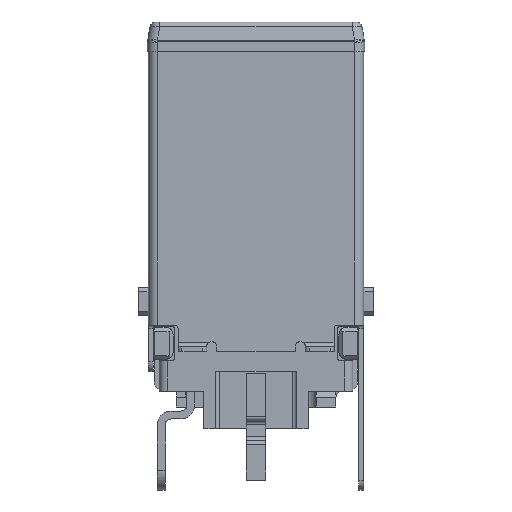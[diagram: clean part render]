
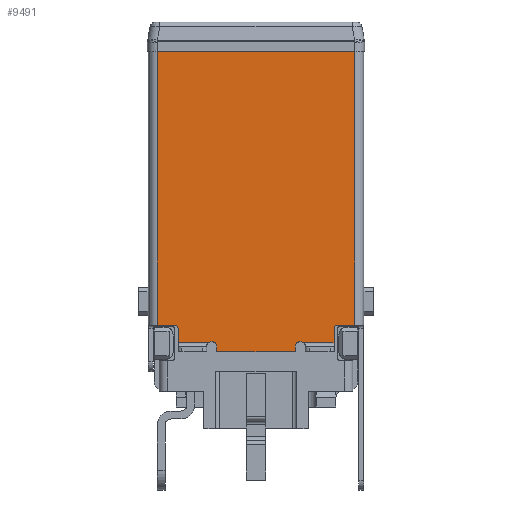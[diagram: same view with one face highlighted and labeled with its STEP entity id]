
A CAD part, front view. The second image highlights one B-rep face of the part: STEP entity #9491.
In plain terms, the highlighted planar face has unit normal (0, -1, 0).
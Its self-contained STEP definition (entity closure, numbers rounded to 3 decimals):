
#180=DIRECTION('',(1.,0.,0.));
#181=VECTOR('',#180,10.);
#182=CARTESIAN_POINT('',(-5.,-2.275,-1.5));
#183=LINE('',#182,#181);
#3315=DIRECTION('',(0.,0.,-1.));
#3316=VECTOR('',#3315,13.85);
#3317=CARTESIAN_POINT('',(-5.,-2.275,-1.5));
#3318=LINE('',#3317,#3316);
#3319=DIRECTION('',(0.,0.,1.));
#3320=VECTOR('',#3319,13.85);
#3321=CARTESIAN_POINT('',(5.,-2.275,-15.35));
#3322=LINE('',#3321,#3320);
#3323=DIRECTION('',(-1.,0.,0.));
#3324=VECTOR('',#3323,0.9);
#3325=CARTESIAN_POINT('',(5.,-2.275,-15.35));
#3326=LINE('',#3325,#3324);
#3327=CARTESIAN_POINT('',(4.1,-2.275,-15.5));
#3328=DIRECTION('',(0.,1.,0.));
#3329=DIRECTION('',(-1.,0.,0.));
#3330=AXIS2_PLACEMENT_3D('',#3327,#3328,#3329);
#3332=DIRECTION('',(0.,0.,1.));
#3333=VECTOR('',#3332,0.75);
#3334=CARTESIAN_POINT('',(3.95,-2.275,-16.25));
#3335=LINE('',#3334,#3333);
#3336=DIRECTION('',(-1.,0.,0.));
#3337=VECTOR('',#3336,1.518);
#3338=CARTESIAN_POINT('',(3.95,-2.275,-16.25));
#3339=LINE('',#3338,#3337);
#3340=CARTESIAN_POINT('',(2.3,-2.275,-16.4));
#3341=DIRECTION('',(0.,1.,0.));
#3342=DIRECTION('',(0.,0.,1.));
#3343=AXIS2_PLACEMENT_3D('',#3340,#3341,#3342);
#3345=DIRECTION('',(1.,0.,0.));
#3346=VECTOR('',#3345,0.1);
#3347=CARTESIAN_POINT('',(2.2,-2.275,-16.2));
#3348=LINE('',#3347,#3346);
#3349=CARTESIAN_POINT('',(2.2,-2.275,-16.4));
#3350=DIRECTION('',(0.,1.,0.));
#3351=DIRECTION('',(-1.,0.,0.));
#3352=AXIS2_PLACEMENT_3D('',#3349,#3350,#3351);
#3354=DIRECTION('',(0.,0.,1.));
#3355=VECTOR('',#3354,0.3);
#3356=CARTESIAN_POINT('',(2.,-2.275,-16.7));
#3357=LINE('',#3356,#3355);
#3358=DIRECTION('',(1.,0.,0.));
#3359=VECTOR('',#3358,4.);
#3360=CARTESIAN_POINT('',(-2.,-2.275,-16.7));
#3361=LINE('',#3360,#3359);
#3362=DIRECTION('',(0.,0.,-1.));
#3363=VECTOR('',#3362,0.3);
#3364=CARTESIAN_POINT('',(-2.,-2.275,-16.4));
#3365=LINE('',#3364,#3363);
#3366=CARTESIAN_POINT('',(-2.2,-2.275,-16.4));
#3367=DIRECTION('',(0.,1.,0.));
#3368=DIRECTION('',(0.,0.,1.));
#3369=AXIS2_PLACEMENT_3D('',#3366,#3367,#3368);
#3371=DIRECTION('',(1.,0.,0.));
#3372=VECTOR('',#3371,0.1);
#3373=CARTESIAN_POINT('',(-2.3,-2.275,-16.2));
#3374=LINE('',#3373,#3372);
#3375=CARTESIAN_POINT('',(-2.3,-2.275,-16.4));
#3376=DIRECTION('',(0.,1.,0.));
#3377=DIRECTION('',(-0.661,0.,0.75));
#3378=AXIS2_PLACEMENT_3D('',#3375,#3376,#3377);
#3380=DIRECTION('',(-1.,0.,0.));
#3381=VECTOR('',#3380,1.518);
#3382=CARTESIAN_POINT('',(-2.432,-2.275,-16.25));
#3383=LINE('',#3382,#3381);
#3384=DIRECTION('',(0.,0.,-1.));
#3385=VECTOR('',#3384,0.75);
#3386=CARTESIAN_POINT('',(-3.95,-2.275,-15.5));
#3387=LINE('',#3386,#3385);
#3388=CARTESIAN_POINT('',(-4.1,-2.275,-15.5));
#3389=DIRECTION('',(0.,1.,0.));
#3390=DIRECTION('',(0.,0.,1.));
#3391=AXIS2_PLACEMENT_3D('',#3388,#3389,#3390);
#3393=DIRECTION('',(-1.,0.,0.));
#3394=VECTOR('',#3393,0.9);
#3395=CARTESIAN_POINT('',(-4.1,-2.275,-15.35));
#3396=LINE('',#3395,#3394);
#4397=CARTESIAN_POINT('',(-5.,-2.275,-15.35));
#4399=VERTEX_POINT('',#4397);
#4403=CARTESIAN_POINT('',(-5.,-2.275,-1.5));
#4404=VERTEX_POINT('',#4403);
#4421=CARTESIAN_POINT('',(5.,-2.275,-15.35));
#4422=VERTEX_POINT('',#4421);
#4423=CARTESIAN_POINT('',(5.,-2.275,-1.5));
#4424=VERTEX_POINT('',#4423);
#4517=CARTESIAN_POINT('',(-2.,-2.275,-16.7));
#4518=CARTESIAN_POINT('',(2.,-2.275,-16.7));
#4519=VERTEX_POINT('',#4517);
#4520=VERTEX_POINT('',#4518);
#4525=CARTESIAN_POINT('',(3.95,-2.275,-15.5));
#4527=VERTEX_POINT('',#4525);
#4533=CARTESIAN_POINT('',(4.1,-2.275,-15.35));
#4534=VERTEX_POINT('',#4533);
#4535=CARTESIAN_POINT('',(2.,-2.275,-16.4));
#4536=VERTEX_POINT('',#4535);
#4537=CARTESIAN_POINT('',(2.2,-2.275,-16.2));
#4538=VERTEX_POINT('',#4537);
#4539=CARTESIAN_POINT('',(2.3,-2.275,-16.2));
#4540=VERTEX_POINT('',#4539);
#4547=CARTESIAN_POINT('',(-2.3,-2.275,-16.2));
#4548=CARTESIAN_POINT('',(-2.2,-2.275,-16.2));
#4549=VERTEX_POINT('',#4547);
#4550=VERTEX_POINT('',#4548);
#4551=CARTESIAN_POINT('',(-2.,-2.275,-16.4));
#4552=VERTEX_POINT('',#4551);
#4559=CARTESIAN_POINT('',(-3.95,-2.275,-15.5));
#4561=VERTEX_POINT('',#4559);
#4563=CARTESIAN_POINT('',(-4.1,-2.275,-15.35));
#4564=VERTEX_POINT('',#4563);
#4565=CARTESIAN_POINT('',(3.95,-2.275,-16.25));
#4566=CARTESIAN_POINT('',(2.432,-2.275,-16.25));
#4567=VERTEX_POINT('',#4565);
#4568=VERTEX_POINT('',#4566);
#4573=CARTESIAN_POINT('',(-2.432,-2.275,-16.25));
#4574=CARTESIAN_POINT('',(-3.95,-2.275,-16.25));
#4575=VERTEX_POINT('',#4573);
#4576=VERTEX_POINT('',#4574);
#9449=CARTESIAN_POINT('',(0.,-2.275,0.));
#9450=DIRECTION('',(0.,1.,0.));
#9451=DIRECTION('',(1.,0.,0.));
#9452=AXIS2_PLACEMENT_3D('',#9449,#9450,#9451);
#9453=PLANE('',#9452);
#9454=ORIENTED_EDGE('',*,*,#9444,.F.);
#9455=ORIENTED_EDGE('',*,*,#5260,.T.);
#9456=ORIENTED_EDGE('',*,*,#5856,.F.);
#9457=ORIENTED_EDGE('',*,*,#5885,.T.);
#9459=ORIENTED_EDGE('',*,*,#9458,.F.);
#9461=ORIENTED_EDGE('',*,*,#9460,.F.);
#9463=ORIENTED_EDGE('',*,*,#9462,.T.);
#9465=ORIENTED_EDGE('',*,*,#9464,.F.);
#9467=ORIENTED_EDGE('',*,*,#9466,.F.);
#9469=ORIENTED_EDGE('',*,*,#9468,.F.);
#9471=ORIENTED_EDGE('',*,*,#9470,.F.);
#9473=ORIENTED_EDGE('',*,*,#9472,.F.);
#9475=ORIENTED_EDGE('',*,*,#9474,.F.);
#9477=ORIENTED_EDGE('',*,*,#9476,.F.);
#9479=ORIENTED_EDGE('',*,*,#9478,.F.);
#9481=ORIENTED_EDGE('',*,*,#9480,.F.);
#9483=ORIENTED_EDGE('',*,*,#9482,.T.);
#9485=ORIENTED_EDGE('',*,*,#9484,.F.);
#9487=ORIENTED_EDGE('',*,*,#9486,.F.);
#9488=ORIENTED_EDGE('',*,*,#5877,.T.);
#9489=EDGE_LOOP('',(#9454,#9455,#9456,#9457,#9459,#9461,#9463,#9465,#9467,#9469,
#9471,#9473,#9475,#9477,#9479,#9481,#9483,#9485,#9487,#9488));
#9490=FACE_OUTER_BOUND('',#9489,.F.);
#3331=CIRCLE('',#3330,0.15);
#3344=CIRCLE('',#3343,0.2);
#3353=CIRCLE('',#3352,0.2);
#3370=CIRCLE('',#3369,0.2);
#3379=CIRCLE('',#3378,0.2);
#3392=CIRCLE('',#3391,0.15);
#5260=EDGE_CURVE('',#4404,#4424,#183,.T.);
#5856=EDGE_CURVE('',#4422,#4424,#3322,.T.);
#5877=EDGE_CURVE('',#4564,#4399,#3396,.T.);
#5885=EDGE_CURVE('',#4422,#4534,#3326,.T.);
#9444=EDGE_CURVE('',#4404,#4399,#3318,.T.);
#9458=EDGE_CURVE('',#4527,#4534,#3331,.T.);
#9460=EDGE_CURVE('',#4567,#4527,#3335,.T.);
#9462=EDGE_CURVE('',#4567,#4568,#3339,.T.);
#9464=EDGE_CURVE('',#4540,#4568,#3344,.T.);
#9466=EDGE_CURVE('',#4538,#4540,#3348,.T.);
#9468=EDGE_CURVE('',#4536,#4538,#3353,.T.);
#9470=EDGE_CURVE('',#4520,#4536,#3357,.T.);
#9472=EDGE_CURVE('',#4519,#4520,#3361,.T.);
#9474=EDGE_CURVE('',#4552,#4519,#3365,.T.);
#9476=EDGE_CURVE('',#4550,#4552,#3370,.T.);
#9478=EDGE_CURVE('',#4549,#4550,#3374,.T.);
#9480=EDGE_CURVE('',#4575,#4549,#3379,.T.);
#9482=EDGE_CURVE('',#4575,#4576,#3383,.T.);
#9484=EDGE_CURVE('',#4561,#4576,#3387,.T.);
#9486=EDGE_CURVE('',#4564,#4561,#3392,.T.);
#9491=ADVANCED_FACE('',(#9490),#9453,.F.);
